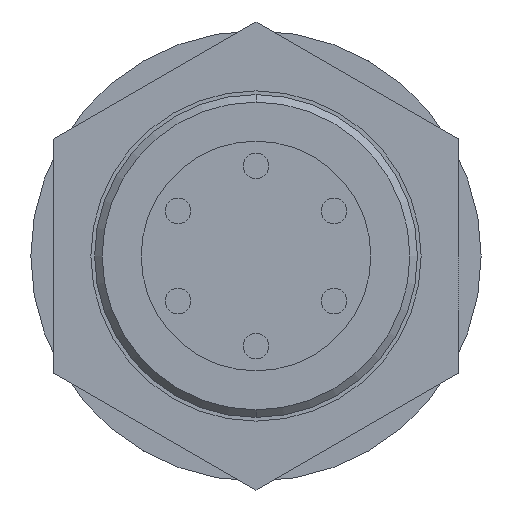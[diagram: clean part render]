
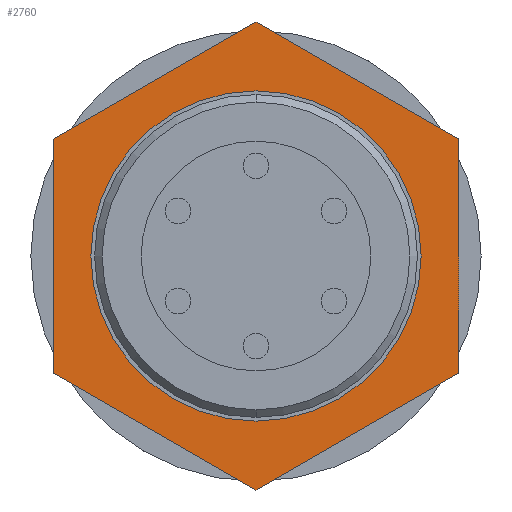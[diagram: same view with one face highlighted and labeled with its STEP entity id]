
A CAD part, front view. The second image highlights one B-rep face of the part: STEP entity #2760.
In plain terms, the highlighted planar face has unit normal (0, -1, 0).
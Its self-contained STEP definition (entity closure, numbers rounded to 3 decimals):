
#39 = AXIS2_PLACEMENT_3D ( 'NONE', #485, #2014, #763 ) ;
#41 = DIRECTION ( 'NONE',  ( 0., 0., -1. ) ) ;
#42 = DIRECTION ( 'NONE',  ( 0.866, 0., 0.5 ) ) ;
#77 = CARTESIAN_POINT ( 'NONE',  ( 13.5, -12., 7.794 ) ) ;
#100 = ORIENTED_EDGE ( 'NONE', *, *, #2006, .T. ) ;
#115 = FACE_OUTER_BOUND ( 'NONE', #1250, .T. ) ;
#163 = VECTOR ( 'NONE', #2340, 1000. ) ;
#175 = ORIENTED_EDGE ( 'NONE', *, *, #2062, .T. ) ;
#178 = CARTESIAN_POINT ( 'NONE',  ( 0., -12., -15.588 ) ) ;
#238 = VECTOR ( 'NONE', #886, 1000. ) ;
#293 = ORIENTED_EDGE ( 'NONE', *, *, #738, .T. ) ;
#344 = EDGE_CURVE ( 'NONE', #680, #683, #1834, .T. ) ;
#485 = CARTESIAN_POINT ( 'NONE',  ( 0., -12., 0. ) ) ;
#514 = VERTEX_POINT ( 'NONE', #2648 ) ;
#515 = CARTESIAN_POINT ( 'NONE',  ( -13.5, -12., -7.794 ) ) ;
#555 = EDGE_LOOP ( 'NONE', ( #969, #904 ) ) ;
#561 = CARTESIAN_POINT ( 'NONE',  ( 13.5, -12., 7.794 ) ) ;
#562 = VERTEX_POINT ( 'NONE', #2247 ) ;
#564 = VERTEX_POINT ( 'NONE', #2291 ) ;
#680 = VERTEX_POINT ( 'NONE', #515 ) ;
#683 = VERTEX_POINT ( 'NONE', #178 ) ;
#706 = AXIS2_PLACEMENT_3D ( 'NONE', #2502, #1327, #2700 ) ;
#714 = VERTEX_POINT ( 'NONE', #2818 ) ;
#738 = EDGE_CURVE ( 'NONE', #514, #1319, #1606, .T. ) ;
#760 = CIRCLE ( 'NONE', #706, 11. ) ;
#763 = DIRECTION ( 'NONE',  ( 0., 0., -1. ) ) ;
#802 = ORIENTED_EDGE ( 'NONE', *, *, #1992, .T. ) ;
#886 = DIRECTION ( 'NONE',  ( 0., 0., 1. ) ) ;
#904 = ORIENTED_EDGE ( 'NONE', *, *, #2758, .F. ) ;
#921 = ORIENTED_EDGE ( 'NONE', *, *, #344, .T. ) ;
#922 = CARTESIAN_POINT ( 'NONE',  ( 13.5, -12., -7.794 ) ) ;
#952 = CARTESIAN_POINT ( 'NONE',  ( -13.5, -12., -7.794 ) ) ;
#966 = DIRECTION ( 'NONE',  ( 0.866, 0., -0.5 ) ) ;
#969 = ORIENTED_EDGE ( 'NONE', *, *, #2567, .F. ) ;
#979 = LINE ( 'NONE', #922, #238 ) ;
#1028 = EDGE_CURVE ( 'NONE', #714, #1396, #979, .T. ) ;
#1123 = VECTOR ( 'NONE', #2435, 1000. ) ;
#1150 = CARTESIAN_POINT ( 'NONE',  ( 0., -12., 0. ) ) ;
#1250 = EDGE_LOOP ( 'NONE', ( #175, #293, #100, #921, #802, #1452 ) ) ;
#1275 = VECTOR ( 'NONE', #2313, 1000. ) ;
#1319 = VERTEX_POINT ( 'NONE', #2395 ) ;
#1323 = FACE_BOUND ( 'NONE', #555, .T. ) ;
#1327 = DIRECTION ( 'NONE',  ( 0., -1., 0. ) ) ;
#1330 = LINE ( 'NONE', #2097, #1275 ) ;
#1396 = VERTEX_POINT ( 'NONE', #561 ) ;
#1452 = ORIENTED_EDGE ( 'NONE', *, *, #1028, .T. ) ;
#1478 = AXIS2_PLACEMENT_3D ( 'NONE', #1150, #1512, #41 ) ;
#1512 = DIRECTION ( 'NONE',  ( 0., -1., 0. ) ) ;
#1606 = LINE ( 'NONE', #2707, #1123 ) ;
#1823 = LINE ( 'NONE', #1896, #2311 ) ;
#1834 = LINE ( 'NONE', #952, #2319 ) ;
#1854 = CIRCLE ( 'NONE', #39, 11. ) ;
#1887 = PLANE ( 'NONE',  #1478 ) ;
#1896 = CARTESIAN_POINT ( 'NONE',  ( 0., -12., -15.588 ) ) ;
#1975 = LINE ( 'NONE', #77, #163 ) ;
#1992 = EDGE_CURVE ( 'NONE', #683, #714, #1823, .T. ) ;
#2006 = EDGE_CURVE ( 'NONE', #1319, #680, #1330, .T. ) ;
#2014 = DIRECTION ( 'NONE',  ( 0., -1., 0. ) ) ;
#2062 = EDGE_CURVE ( 'NONE', #1396, #514, #1975, .T. ) ;
#2097 = CARTESIAN_POINT ( 'NONE',  ( -13.5, -12., 7.794 ) ) ;
#2247 = CARTESIAN_POINT ( 'NONE',  ( 0., -12., -11. ) ) ;
#2291 = CARTESIAN_POINT ( 'NONE',  ( 0., -12., 11. ) ) ;
#2311 = VECTOR ( 'NONE', #42, 1000. ) ;
#2313 = DIRECTION ( 'NONE',  ( 0., 0., -1. ) ) ;
#2319 = VECTOR ( 'NONE', #966, 1000. ) ;
#2340 = DIRECTION ( 'NONE',  ( -0.866, 0., 0.5 ) ) ;
#2395 = CARTESIAN_POINT ( 'NONE',  ( -13.5, -12., 7.794 ) ) ;
#2435 = DIRECTION ( 'NONE',  ( -0.866, 0., -0.5 ) ) ;
#2502 = CARTESIAN_POINT ( 'NONE',  ( 0., -12., 0. ) ) ;
#2567 = EDGE_CURVE ( 'NONE', #564, #562, #1854, .T. ) ;
#2648 = CARTESIAN_POINT ( 'NONE',  ( 0., -12., 15.588 ) ) ;
#2700 = DIRECTION ( 'NONE',  ( 0., 0., -1. ) ) ;
#2707 = CARTESIAN_POINT ( 'NONE',  ( 0., -12., 15.588 ) ) ;
#2758 = EDGE_CURVE ( 'NONE', #562, #564, #760, .T. ) ;
#2760 = ADVANCED_FACE ( 'NONE', ( #115, #1323 ), #1887, .T. ) ;
#2818 = CARTESIAN_POINT ( 'NONE',  ( 13.5, -12., -7.794 ) ) ;
